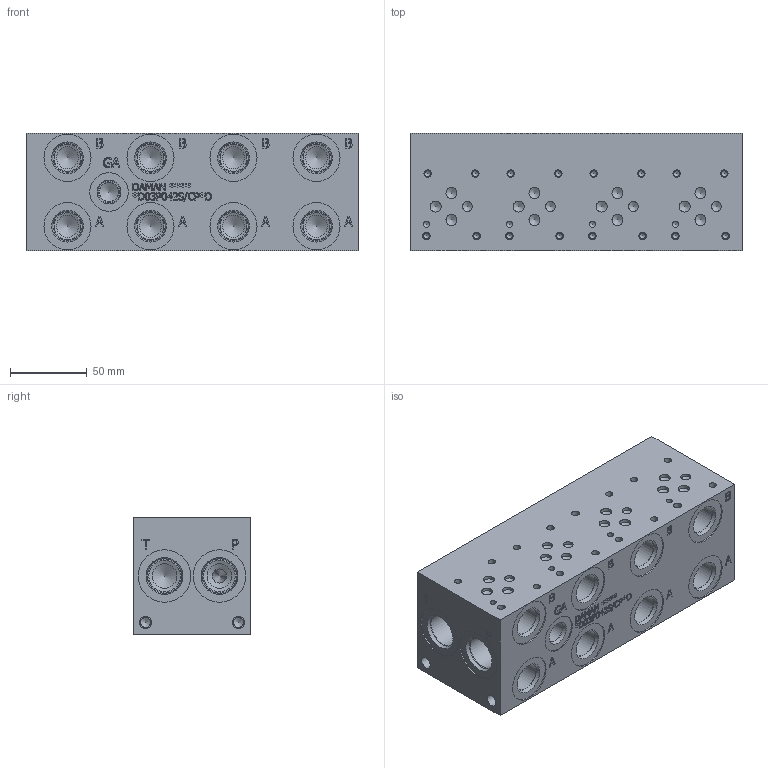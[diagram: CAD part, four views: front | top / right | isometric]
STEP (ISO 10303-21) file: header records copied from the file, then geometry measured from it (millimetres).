
FILE_DESCRIPTION(/* description */ (''),/* implementation_level */ '2;1');
FILE_NAME(/* name */ '_D03P042S_CP_D.stp',/* time_stamp */ '2021-07-13T15:43:24-04:00',/* author */ ('anthonyv'),/* organization */ (''),/* preprocessor_version */ 'ST-DEVELOPER v18.1',/* originating_system */ 'Autodesk Inventor 2021',/* authorisation */ '');
FILE_SCHEMA (('AUTOMOTIVE_DESIGN { 1 0 10303 214 3 1 1 }'));
Length unit declared in the file: millimetre
Products named in the file (1): Part_AD03P042S_CP_D_3D
Bounding box: 215.9 x 76.2 x 76.2 mm (x, y, z)
Volume: 1116260.2 mm3; surface area: 108556.1 mm2
Topology: 1 solids, 1 shells, 939 faces, 2561 edges, 1738 vertices
Faces by surface type: plane 481, bspline 212, cylinder 141, cone 105
Full cylindrical faces by diameter (mm): 3.785 x16, 3.962 x4, 4.826 x16, 6.35 x4, 6.528 x4, 7.137 x12, 7.925 x4, 12.294 x1, 12.9 x1, 14.275 x1, 14.29 x1, 14.3 x9, 14.529 x1, 15.875 x4, 15.9 x2, 17.501 x8, 19.05 x8, 19.253 x8, 20.447 x4, 20.62 x1, 20.625 x1, 22.225 x4, 22.23 x2, 22.54 x1, 22.555 x4, 23.901 x3, 25.019 x1, 30.15 x1, 30.16 x1, 30.632 x8
Entity records: 31331 total; most frequent: CARTESIAN_POINT 7940, ORIENTED_EDGE 5012, DIRECTION 4067, EDGE_CURVE 2506, VERTEX_POINT 1738, LINE 1553, VECTOR 1553, AXIS2_PLACEMENT_3D 1257
